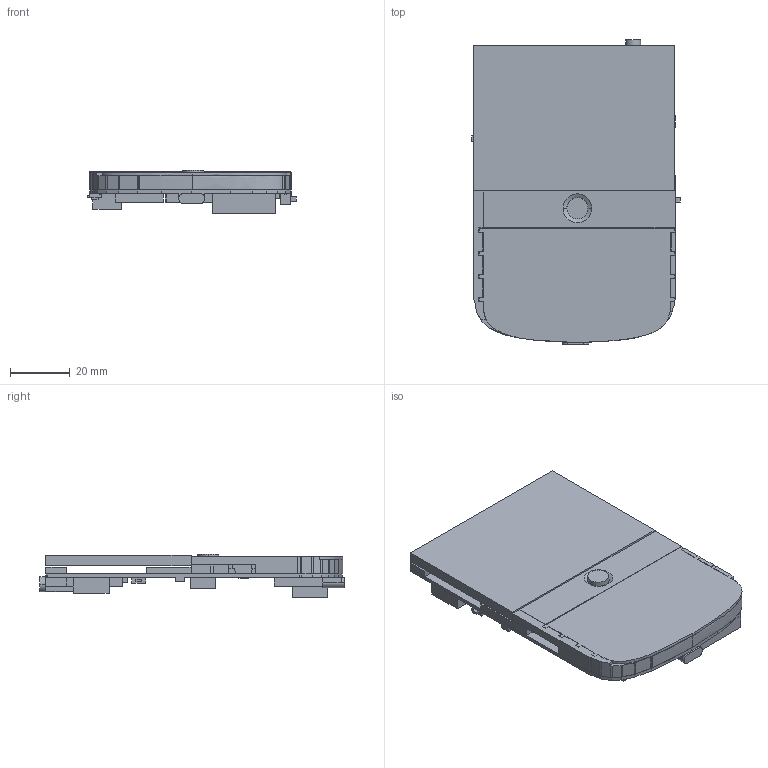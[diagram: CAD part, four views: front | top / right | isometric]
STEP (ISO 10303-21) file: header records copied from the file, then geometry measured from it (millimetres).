
FILE_DESCRIPTION((''),'2;1');
FILE_NAME('ASM0001_ASM','2024-03-26T09:40:31',('HR'),(''),'CREO PARAMETRIC BY PTC INC, 2019010','CREO PARAMETRIC BY PTC INC, 2019010','');
FILE_SCHEMA(('AUTOMOTIVE_DESIGN { 1 0 10303 214 1 1 1 1 }'));
Length unit declared in the file: millimetre
Products named in the file (8): 0-00; MANIFOLD_SOLID_BREP_216_1_1; 0-1; 2; 0-PCB_16_13; ASM0001_ASM
Assembly tree (7 placements, depth 2):
  ASM0001_ASM
    0-00
    0-00
    0-00
    MANIFOLD_SOLID_BREP_216_1_1
    0-1
    2
    0-PCB_16_13
Bounding box: 69.59 x 101.53 x 14.6 mm (x, y, z)
Volume: 44453.8 mm3; surface area: 39259.5 mm2
Topology: 8 solids, 8 shells, 383 faces, 1046 edges, 694 vertices
Faces by surface type: plane 304, cylinder 62, extrusion 9, cone 8
Entity records: 13643 total; most frequent: CARTESIAN_POINT 2321, ORIENTED_EDGE 2092, DIRECTION 1950, EDGE_CURVE 1046, VECTOR 892, LINE 883, VERTEX_POINT 694, AXIS2_PLACEMENT_3D 529
